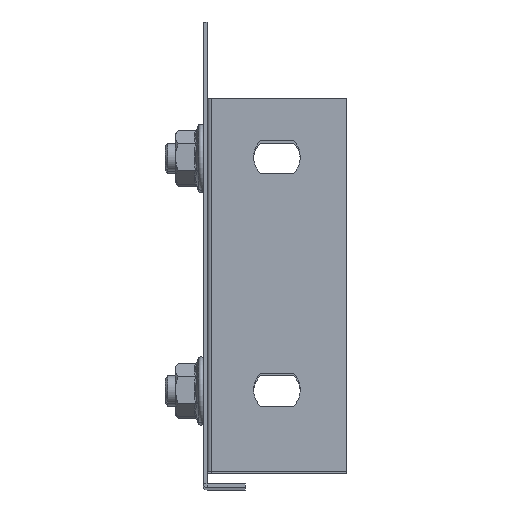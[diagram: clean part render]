
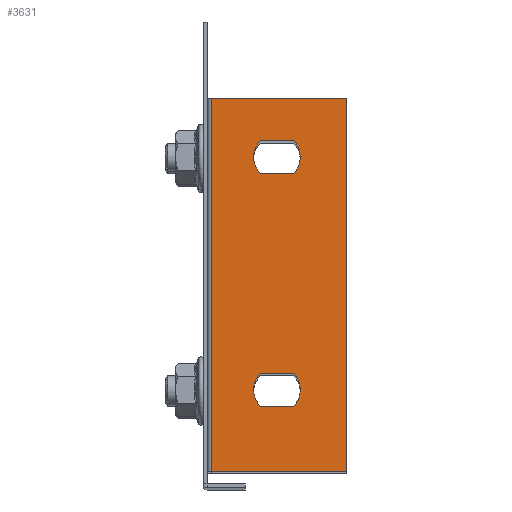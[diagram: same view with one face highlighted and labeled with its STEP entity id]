
A CAD part, top view. The second image highlights one B-rep face of the part: STEP entity #3631.
In plain terms, the highlighted face is planar.
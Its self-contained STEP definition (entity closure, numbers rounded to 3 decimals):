
#100 = CARTESIAN_POINT ( 'NONE',  ( 0., 11.429, -19. ) ) ;
#103 = CARTESIAN_POINT ( 'NONE',  ( 0., 11.429, 31. ) ) ;
#106 = CARTESIAN_POINT ( 'NONE',  ( 0., 18.571, -19. ) ) ;
#110 = CARTESIAN_POINT ( 'NONE',  ( 0., 1., -40. ) ) ;
#116 = CARTESIAN_POINT ( 'NONE',  ( 0., 30., -40. ) ) ;
#130 = CARTESIAN_POINT ( 'NONE',  ( 0., 11.429, 24. ) ) ;
#131 = CARTESIAN_POINT ( 'NONE',  ( 0., 1., 40. ) ) ;
#136 = CARTESIAN_POINT ( 'NONE',  ( 0., 18.571, -26. ) ) ;
#141 = CARTESIAN_POINT ( 'NONE',  ( 0., 30., 40. ) ) ;
#160 = CARTESIAN_POINT ( 'NONE',  ( 0., 18.571, 24. ) ) ;
#163 = CARTESIAN_POINT ( 'NONE',  ( 0., 18.571, 31. ) ) ;
#483 = AXIS2_PLACEMENT_3D ( 'NONE', #3701, #3698, #3705 ) ;
#833 = EDGE_CURVE ( 'NONE', #2752, #2746, #1311, .T. ) ;
#859 = EDGE_CURVE ( 'NONE', #2767, #2746, #3148, .T. ) ;
#860 = EDGE_CURVE ( 'NONE', #2736, #2919, #3144, .T. ) ;
#861 = EDGE_CURVE ( 'NONE', #2741, #2736, #3150, .T. ) ;
#862 = EDGE_CURVE ( 'NONE', #2772, #2741, #3152, .T. ) ;
#863 = EDGE_CURVE ( 'NONE', #2919, #2772, #3153, .T. ) ;
#864 = EDGE_CURVE ( 'NONE', #2735, #2766, #3155, .T. ) ;
#865 = EDGE_CURVE ( 'NONE', #2799, #2735, #3156, .T. ) ;
#866 = EDGE_CURVE ( 'NONE', #2796, #2799, #3158, .T. ) ;
#867 = EDGE_CURVE ( 'NONE', #2766, #2796, #3159, .T. ) ;
#868 = EDGE_CURVE ( 'NONE', #2777, #2752, #3161, .T. ) ;
#869 = EDGE_CURVE ( 'NONE', #2777, #2767, #3162, .T. ) ;
#964 = AXIS2_PLACEMENT_3D ( 'NONE', #2419, #2420, #2421 ) ;
#965 = AXIS2_PLACEMENT_3D ( 'NONE', #2804, #2805, #2806 ) ;
#966 = AXIS2_PLACEMENT_3D ( 'NONE', #2809, #2810, #2811 ) ;
#967 = AXIS2_PLACEMENT_3D ( 'NONE', #2816, #2817, #2818 ) ;
#1104 = EDGE_LOOP ( 'NONE', ( #1842, #1843, #1844, #1845 ) ) ;
#1311 = LINE ( 'NONE', #2352, #1316 ) ;
#1316 = VECTOR ( 'NONE', #2356, 1000. ) ;
#1591 = CARTESIAN_POINT ( 'NONE',  ( 0., 11.429, -26. ) ) ;
#1767 = EDGE_LOOP ( 'NONE', ( #1850, #1851, #1852, #1853 ) ) ;
#1768 = EDGE_LOOP ( 'NONE', ( #1846, #1847, #1848, #1849 ) ) ;
#1842 = ORIENTED_EDGE ( 'NONE', *, *, #860, .F. ) ;
#1843 = ORIENTED_EDGE ( 'NONE', *, *, #861, .F. ) ;
#1844 = ORIENTED_EDGE ( 'NONE', *, *, #862, .F. ) ;
#1845 = ORIENTED_EDGE ( 'NONE', *, *, #863, .F. ) ;
#1846 = ORIENTED_EDGE ( 'NONE', *, *, #864, .F. ) ;
#1847 = ORIENTED_EDGE ( 'NONE', *, *, #865, .F. ) ;
#1848 = ORIENTED_EDGE ( 'NONE', *, *, #866, .F. ) ;
#1849 = ORIENTED_EDGE ( 'NONE', *, *, #867, .F. ) ;
#1850 = ORIENTED_EDGE ( 'NONE', *, *, #833, .F. ) ;
#1851 = ORIENTED_EDGE ( 'NONE', *, *, #868, .F. ) ;
#1852 = ORIENTED_EDGE ( 'NONE', *, *, #869, .T. ) ;
#1853 = ORIENTED_EDGE ( 'NONE', *, *, #859, .T. ) ;
#2352 = CARTESIAN_POINT ( 'NONE',  ( 0., 30., -40. ) ) ;
#2356 = DIRECTION ( 'NONE',  ( 0., -1., 0. ) ) ;
#2415 = CARTESIAN_POINT ( 'NONE',  ( 0., 1., 40. ) ) ;
#2416 = DIRECTION ( 'NONE',  ( 0., -1., 0. ) ) ;
#2417 = DIRECTION ( 'NONE',  ( 0., 0., -1. ) ) ;
#2418 = CARTESIAN_POINT ( 'NONE',  ( 0., 18.571, -19. ) ) ;
#2419 = CARTESIAN_POINT ( 'NONE',  ( 0., 15., -22.5 ) ) ;
#2420 = DIRECTION ( 'NONE',  ( 1., 0., 0. ) ) ;
#2421 = DIRECTION ( 'NONE',  ( 0., 1., 0. ) ) ;
#2735 = VERTEX_POINT ( 'NONE', #103 ) ;
#2736 = VERTEX_POINT ( 'NONE', #100 ) ;
#2741 = VERTEX_POINT ( 'NONE', #106 ) ;
#2746 = VERTEX_POINT ( 'NONE', #110 ) ;
#2752 = VERTEX_POINT ( 'NONE', #116 ) ;
#2766 = VERTEX_POINT ( 'NONE', #130 ) ;
#2767 = VERTEX_POINT ( 'NONE', #131 ) ;
#2772 = VERTEX_POINT ( 'NONE', #136 ) ;
#2777 = VERTEX_POINT ( 'NONE', #141 ) ;
#2796 = VERTEX_POINT ( 'NONE', #160 ) ;
#2799 = VERTEX_POINT ( 'NONE', #163 ) ;
#2802 = CARTESIAN_POINT ( 'NONE',  ( 0., 18.571, 31. ) ) ;
#2803 = CARTESIAN_POINT ( 'NONE',  ( 0., 11.429, -26. ) ) ;
#2804 = CARTESIAN_POINT ( 'NONE',  ( 0., 15., -22.5 ) ) ;
#2805 = DIRECTION ( 'NONE',  ( 1., 0., 0. ) ) ;
#2806 = DIRECTION ( 'NONE',  ( 0., 1., 0. ) ) ;
#2807 = DIRECTION ( 'NONE',  ( 0., -1., 0. ) ) ;
#2808 = DIRECTION ( 'NONE',  ( 0., 1., 0. ) ) ;
#2809 = CARTESIAN_POINT ( 'NONE',  ( 0., 15., 27.5 ) ) ;
#2810 = DIRECTION ( 'NONE',  ( 1., 0., 0. ) ) ;
#2811 = DIRECTION ( 'NONE',  ( 0., 1., 0. ) ) ;
#2812 = DIRECTION ( 'NONE',  ( 0., 1., 0. ) ) ;
#2813 = CARTESIAN_POINT ( 'NONE',  ( 0., 30., 40. ) ) ;
#2814 = CARTESIAN_POINT ( 'NONE',  ( 0., 30., 40. ) ) ;
#2815 = CARTESIAN_POINT ( 'NONE',  ( 0., 11.429, 24. ) ) ;
#2816 = CARTESIAN_POINT ( 'NONE',  ( 0., 15., 27.5 ) ) ;
#2817 = DIRECTION ( 'NONE',  ( 1., 0., 0. ) ) ;
#2818 = DIRECTION ( 'NONE',  ( 0., 1., 0. ) ) ;
#2819 = DIRECTION ( 'NONE',  ( 0., 0., -1. ) ) ;
#2821 = DIRECTION ( 'NONE',  ( 0., -1., 0. ) ) ;
#2919 = VERTEX_POINT ( 'NONE', #1591 ) ;
#3144 = CIRCLE ( 'NONE', #964, 5. ) ;
#3148 = LINE ( 'NONE', #2415, #3151 ) ;
#3150 = LINE ( 'NONE', #2418, #3154 ) ;
#3151 = VECTOR ( 'NONE', #2417, 1000. ) ;
#3152 = CIRCLE ( 'NONE', #965, 5. ) ;
#3153 = LINE ( 'NONE', #2803, #3157 ) ;
#3154 = VECTOR ( 'NONE', #2416, 1000. ) ;
#3155 = CIRCLE ( 'NONE', #966, 5. ) ;
#3156 = LINE ( 'NONE', #2802, #3160 ) ;
#3157 = VECTOR ( 'NONE', #2808, 1000. ) ;
#3158 = CIRCLE ( 'NONE', #967, 5. ) ;
#3159 = LINE ( 'NONE', #2815, #3163 ) ;
#3160 = VECTOR ( 'NONE', #2807, 1000. ) ;
#3161 = LINE ( 'NONE', #2814, #3165 ) ;
#3162 = LINE ( 'NONE', #2813, #3167 ) ;
#3163 = VECTOR ( 'NONE', #2812, 1000. ) ;
#3165 = VECTOR ( 'NONE', #2819, 1000. ) ;
#3167 = VECTOR ( 'NONE', #2821, 1000. ) ;
#3397 = FACE_OUTER_BOUND ( 'NONE', #1767, .T. ) ;
#3399 = FACE_BOUND ( 'NONE', #1768, .T. ) ;
#3402 = FACE_BOUND ( 'NONE', #1104, .T. ) ;
#3631 = ADVANCED_FACE ( 'NONE', ( #3402, #3399, #3397 ), #3703, .T. ) ;
#3698 = DIRECTION ( 'NONE',  ( 1., 0., 0. ) ) ;
#3701 = CARTESIAN_POINT ( 'NONE',  ( 0., 30., 40. ) ) ;
#3703 = PLANE ( 'NONE',  #483 ) ;
#3705 = DIRECTION ( 'NONE',  ( 0., 1., 0. ) ) ;
